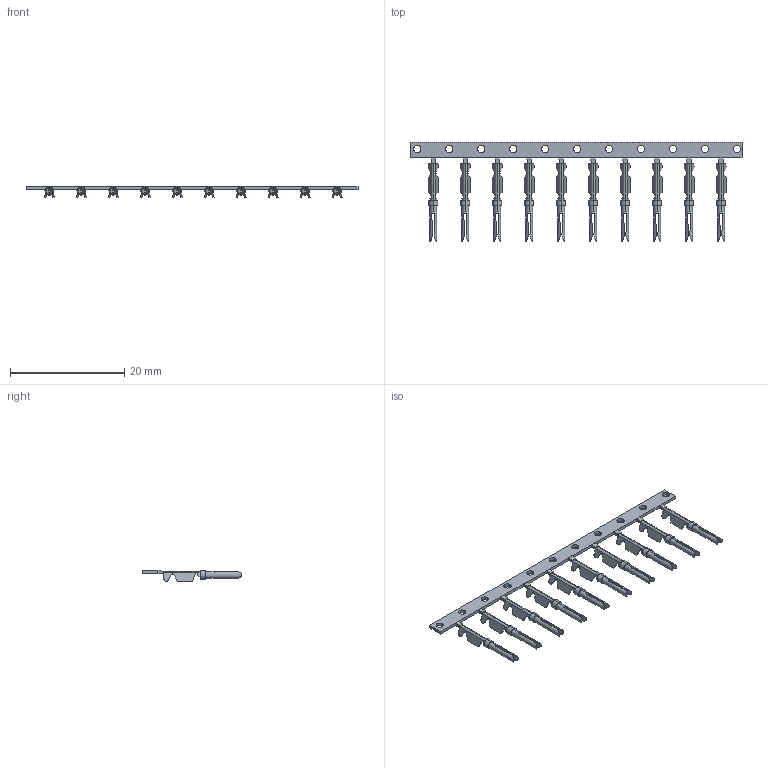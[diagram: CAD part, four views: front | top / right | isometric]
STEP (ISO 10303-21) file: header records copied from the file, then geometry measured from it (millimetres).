
FILE_DESCRIPTION (( 'STEP AP214' ), '1' );
FILE_NAME ('FM1019_3D.step', '2023-10-04T16:34:06', ( '' ), ( '' ), 'SwSTEP 2.0', 'SolidWorks 2022', '' );
FILE_SCHEMA (( 'AUTOMOTIVE_DESIGN' ));
Length unit declared in the file: inch
Products named in the file (1): FM1019_3D
Bounding box: 58.01 x 17.3 x 1.86 mm (x, y, z)
Volume: 184.3 mm3; surface area: 1193.9 mm2
Topology: 9 solids, 9 shells, 608 faces, 1622 edges, 1052 vertices
Faces by surface type: plane 366, cylinder 242
Entity records: 27302 total; most frequent: CARTESIAN_POINT 4923, ORIENTED_EDGE 3244, DIRECTION 2664, EDGE_CURVE 1622, VERTEX_POINT 1052, LINE 998, VECTOR 998, AXIS2_PLACEMENT_3D 833
